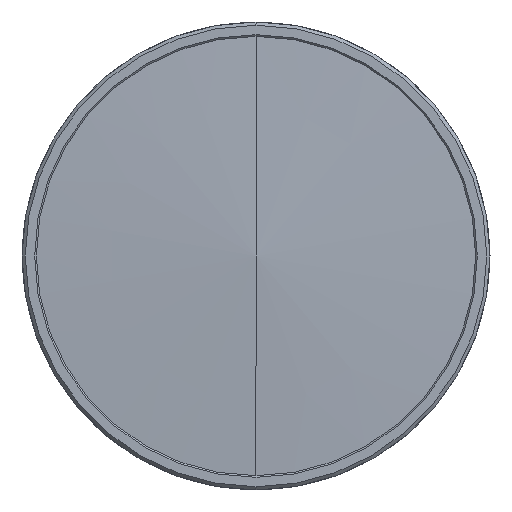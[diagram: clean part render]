
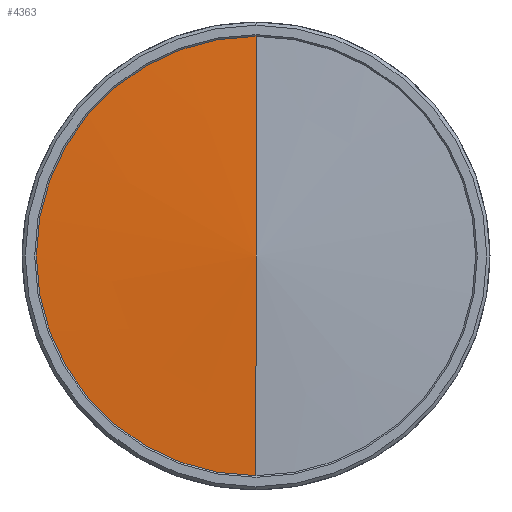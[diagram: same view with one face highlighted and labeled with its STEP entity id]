
A CAD part, left-side view. The second image highlights one B-rep face of the part: STEP entity #4363.
In plain terms, the highlighted conical face has half-angle 87.404 degrees and reference radius 22055.4 mm.
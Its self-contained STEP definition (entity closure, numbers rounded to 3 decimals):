
#188 = LINE ( 'NONE', #3007, #998 ) ;
#308 = EDGE_CURVE ( 'NONE', #5914, #4798, #4792, .T. ) ;
#317 = EDGE_CURVE ( 'NONE', #4561, #4798, #1203, .T. ) ;
#757 = CARTESIAN_POINT ( 'NONE',  ( 3.022, 0., 66.65 ) ) ;
#998 = VECTOR ( 'NONE', #3530, 1000. ) ;
#1035 = DIRECTION ( 'NONE',  ( 0., 0., -1. ) ) ;
#1203 = LINE ( 'NONE', #4890, #5198 ) ;
#1233 = DIRECTION ( 'NONE',  ( 0., 0., -1. ) ) ;
#2114 = ORIENTED_EDGE ( 'NONE', *, *, #317, .T. ) ;
#2287 = AXIS2_PLACEMENT_3D ( 'NONE', #6470, #3345, #1233 ) ;
#2677 = CARTESIAN_POINT ( 'NONE',  ( 3.022, 0., -66.65 ) ) ;
#3007 = CARTESIAN_POINT ( 'NONE',  ( 0., 0., 0. ) ) ;
#3009 = CARTESIAN_POINT ( 'NONE',  ( 1000., 0., 0. ) ) ;
#3345 = DIRECTION ( 'NONE',  ( 1., 0., 0. ) ) ;
#3530 = DIRECTION ( 'NONE',  ( 0.045, 0., -0.999 ) ) ;
#4231 = CONICAL_SURFACE ( 'NONE', #6129, 22055.37, 1.525 ) ;
#4363 = ADVANCED_FACE ( 'NONE', ( #6271 ), #4231, .T. ) ;
#4561 = VERTEX_POINT ( 'NONE', #4701 ) ;
#4615 = DIRECTION ( 'NONE',  ( 1., 0., 0. ) ) ;
#4701 = CARTESIAN_POINT ( 'NONE',  ( 0., 0., 0. ) ) ;
#4771 = EDGE_LOOP ( 'NONE', ( #4896, #2114, #5284 ) ) ;
#4792 = CIRCLE ( 'NONE', #2287, 66.65 ) ;
#4798 = VERTEX_POINT ( 'NONE', #757 ) ;
#4890 = CARTESIAN_POINT ( 'NONE',  ( 0., 0., 0. ) ) ;
#4896 = ORIENTED_EDGE ( 'NONE', *, *, #6391, .F. ) ;
#5198 = VECTOR ( 'NONE', #5413, 1000. ) ;
#5284 = ORIENTED_EDGE ( 'NONE', *, *, #308, .F. ) ;
#5413 = DIRECTION ( 'NONE',  ( 0.045, 0., 0.999 ) ) ;
#5914 = VERTEX_POINT ( 'NONE', #2677 ) ;
#6129 = AXIS2_PLACEMENT_3D ( 'NONE', #3009, #4615, #1035 ) ;
#6271 = FACE_OUTER_BOUND ( 'NONE', #4771, .T. ) ;
#6391 = EDGE_CURVE ( 'NONE', #4561, #5914, #188, .T. ) ;
#6470 = CARTESIAN_POINT ( 'NONE',  ( 3.022, 0., 0. ) ) ;
